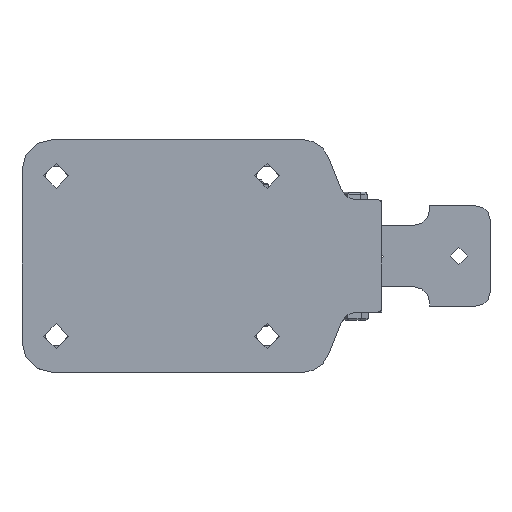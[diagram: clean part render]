
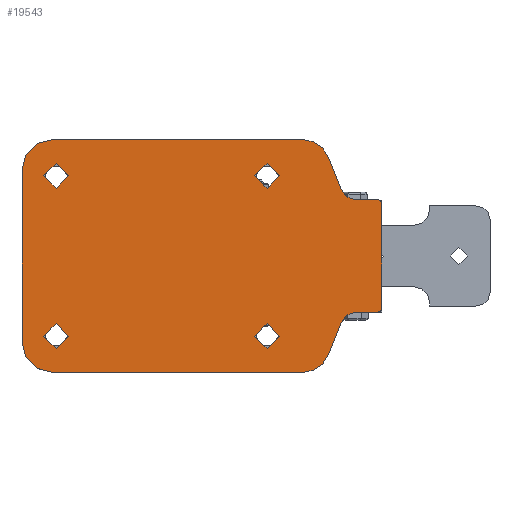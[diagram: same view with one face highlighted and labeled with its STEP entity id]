
A CAD part, top view. The second image highlights one B-rep face of the part: STEP entity #19543.
In plain terms, the highlighted planar face has unit normal (0, 0, 1).
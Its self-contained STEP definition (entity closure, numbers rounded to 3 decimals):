
#628=FACE_BOUND('',#6930,.T.);
#629=FACE_BOUND('',#6931,.T.);
#630=FACE_BOUND('',#6932,.T.);
#631=FACE_BOUND('',#6933,.T.);
#992=PLANE('',#21317);
#2273=LINE('',#30189,#3840);
#2321=LINE('',#30305,#3888);
#2323=LINE('',#30309,#3890);
#2437=LINE('',#30598,#4004);
#2440=LINE('',#30606,#4007);
#2468=LINE('',#30672,#4035);
#2470=LINE('',#30679,#4037);
#2498=LINE('',#30746,#4065);
#3840=VECTOR('',#23841,1000.);
#3888=VECTOR('',#23921,1000.);
#3890=VECTOR('',#23925,1000.);
#4004=VECTOR('',#24203,1000.);
#4007=VECTOR('',#24212,1000.);
#4035=VECTOR('',#24292,1000.);
#4037=VECTOR('',#24300,1000.);
#4065=VECTOR('',#24382,1000.);
#5743=FACE_OUTER_BOUND('',#6929,.T.);
#6929=EDGE_LOOP('',(#15136,#15137,#15138,#15139,#15140,#15141,#15142,#15143,
#15144,#15145,#15146,#15147,#15148,#15149,#15150,#15151));
#6930=EDGE_LOOP('',(#15152));
#6931=EDGE_LOOP('',(#15153));
#6932=EDGE_LOOP('',(#15154));
#6933=EDGE_LOOP('',(#15155));
#8099=CIRCLE('',#21136,6.25);
#8101=CIRCLE('',#21139,6.25);
#8103=CIRCLE('',#21142,6.25);
#8105=CIRCLE('',#21145,6.25);
#8108=CIRCLE('',#21149,14.);
#8109=CIRCLE('',#21151,14.);
#8112=CIRCLE('',#21155,15.);
#8114=CIRCLE('',#21158,15.);
#8159=CIRCLE('',#21260,8.);
#8160=CIRCLE('',#21263,2.);
#8164=CIRCLE('',#21289,8.);
#8165=CIRCLE('',#21292,2.);
#8980=VERTEX_POINT('',#30128);
#8982=VERTEX_POINT('',#30134);
#8984=VERTEX_POINT('',#30140);
#8986=VERTEX_POINT('',#30146);
#8990=VERTEX_POINT('',#30155);
#8991=VERTEX_POINT('',#30157);
#8992=VERTEX_POINT('',#30161);
#8993=VERTEX_POINT('',#30162);
#8998=VERTEX_POINT('',#30173);
#8999=VERTEX_POINT('',#30175);
#9002=VERTEX_POINT('',#30182);
#9003=VERTEX_POINT('',#30184);
#9056=VERTEX_POINT('',#30307);
#9149=VERTEX_POINT('',#30597);
#9150=VERTEX_POINT('',#30601);
#9151=VERTEX_POINT('',#30605);
#9152=VERTEX_POINT('',#30609);
#9164=VERTEX_POINT('',#30674);
#9165=VERTEX_POINT('',#30678);
#9166=VERTEX_POINT('',#30682);
#11082=EDGE_CURVE('',#8980,#8980,#8099,.T.);
#11085=EDGE_CURVE('',#8982,#8982,#8101,.T.);
#11088=EDGE_CURVE('',#8984,#8984,#8103,.T.);
#11091=EDGE_CURVE('',#8986,#8986,#8105,.T.);
#11096=EDGE_CURVE('',#8990,#8991,#8108,.T.);
#11098=EDGE_CURVE('',#8992,#8993,#8109,.T.);
#11104=EDGE_CURVE('',#8998,#8999,#8112,.T.);
#11108=EDGE_CURVE('',#9002,#9003,#8114,.T.);
#11111=EDGE_CURVE('',#8993,#9002,#2273,.F.);
#11173=EDGE_CURVE('',#8990,#8999,#2321,.T.);
#11175=EDGE_CURVE('',#9056,#8992,#2323,.T.);
#11319=EDGE_CURVE('',#9149,#8991,#2437,.T.);
#11321=EDGE_CURVE('',#9150,#9149,#8159,.T.);
#11323=EDGE_CURVE('',#9151,#9150,#2440,.T.);
#11325=EDGE_CURVE('',#9152,#9151,#8160,.T.);
#11355=EDGE_CURVE('',#9003,#8998,#2468,.T.);
#11356=EDGE_CURVE('',#9164,#9056,#8164,.T.);
#11358=EDGE_CURVE('',#9165,#9164,#2470,.T.);
#11360=EDGE_CURVE('',#9166,#9165,#8165,.T.);
#11390=EDGE_CURVE('',#9152,#9166,#2498,.T.);
#15136=ORIENTED_EDGE('',*,*,#11108,.F.);
#15137=ORIENTED_EDGE('',*,*,#11111,.F.);
#15138=ORIENTED_EDGE('',*,*,#11098,.F.);
#15139=ORIENTED_EDGE('',*,*,#11175,.F.);
#15140=ORIENTED_EDGE('',*,*,#11356,.F.);
#15141=ORIENTED_EDGE('',*,*,#11358,.F.);
#15142=ORIENTED_EDGE('',*,*,#11360,.F.);
#15143=ORIENTED_EDGE('',*,*,#11390,.F.);
#15144=ORIENTED_EDGE('',*,*,#11325,.T.);
#15145=ORIENTED_EDGE('',*,*,#11323,.T.);
#15146=ORIENTED_EDGE('',*,*,#11321,.T.);
#15147=ORIENTED_EDGE('',*,*,#11319,.T.);
#15148=ORIENTED_EDGE('',*,*,#11096,.F.);
#15149=ORIENTED_EDGE('',*,*,#11173,.T.);
#15150=ORIENTED_EDGE('',*,*,#11104,.F.);
#15151=ORIENTED_EDGE('',*,*,#11355,.F.);
#15152=ORIENTED_EDGE('',*,*,#11091,.T.);
#15153=ORIENTED_EDGE('',*,*,#11088,.T.);
#15154=ORIENTED_EDGE('',*,*,#11085,.T.);
#15155=ORIENTED_EDGE('',*,*,#11082,.T.);
#19543=ADVANCED_FACE('',(#5743,#628,#629,#630,#631),#992,.F.);
#21136=AXIS2_PLACEMENT_3D('',#30129,#23780,#23781);
#21139=AXIS2_PLACEMENT_3D('',#30135,#23787,#23788);
#21142=AXIS2_PLACEMENT_3D('',#30141,#23794,#23795);
#21145=AXIS2_PLACEMENT_3D('',#30147,#23801,#23802);
#21149=AXIS2_PLACEMENT_3D('',#30158,#23811,#23812);
#21151=AXIS2_PLACEMENT_3D('',#30163,#23816,#23817);
#21155=AXIS2_PLACEMENT_3D('',#30176,#23827,#23828);
#21158=AXIS2_PLACEMENT_3D('',#30185,#23835,#23836);
#21260=AXIS2_PLACEMENT_3D('',#30602,#24207,#24208);
#21263=AXIS2_PLACEMENT_3D('',#30610,#24216,#24217);
#21289=AXIS2_PLACEMENT_3D('',#30675,#24295,#24296);
#21292=AXIS2_PLACEMENT_3D('',#30683,#24304,#24305);
#21317=AXIS2_PLACEMENT_3D('',#30745,#24380,#24381);
#23780=DIRECTION('center_axis',(0.,0.,-1.));
#23781=DIRECTION('ref_axis',(1.,0.,0.));
#23787=DIRECTION('center_axis',(0.,0.,-1.));
#23788=DIRECTION('ref_axis',(1.,0.,0.));
#23794=DIRECTION('center_axis',(0.,0.,-1.));
#23795=DIRECTION('ref_axis',(1.,0.,0.));
#23801=DIRECTION('center_axis',(0.,0.,-1.));
#23802=DIRECTION('ref_axis',(1.,0.,0.));
#23811=DIRECTION('center_axis',(0.,0.,-1.));
#23812=DIRECTION('ref_axis',(0.562,0.827,0.));
#23816=DIRECTION('center_axis',(0.,0.,-1.));
#23817=DIRECTION('ref_axis',(0.562,-0.827,0.));
#23827=DIRECTION('center_axis',(0.,0.,-1.));
#23828=DIRECTION('ref_axis',(-0.707,0.707,0.));
#23835=DIRECTION('center_axis',(0.,0.,-1.));
#23836=DIRECTION('ref_axis',(-0.707,-0.707,0.));
#23841=DIRECTION('',(1.,0.,0.));
#23921=DIRECTION('',(-1.,0.,0.));
#23925=DIRECTION('',(-0.369,-0.929,0.));
#24203=DIRECTION('',(-0.369,0.929,0.));
#24207=DIRECTION('center_axis',(0.,0.,-1.));
#24208=DIRECTION('ref_axis',(0.,-1.,0.));
#24212=DIRECTION('',(-1.,0.,0.));
#24216=DIRECTION('center_axis',(0.,0.,1.));
#24217=DIRECTION('ref_axis',(0.,1.,0.));
#24292=DIRECTION('',(0.,1.,0.));
#24295=DIRECTION('center_axis',(0.,0.,1.));
#24296=DIRECTION('ref_axis',(0.,1.,0.));
#24300=DIRECTION('',(-1.,0.,0.));
#24304=DIRECTION('center_axis',(0.,0.,-1.));
#24305=DIRECTION('ref_axis',(0.,-1.,0.));
#24380=DIRECTION('center_axis',(0.,0.,-1.));
#24381=DIRECTION('ref_axis',(-1.,0.,0.));
#24382=DIRECTION('',(0.,-1.,0.));
#30128=CARTESIAN_POINT('',(46.95,-40.,17.5));
#30129=CARTESIAN_POINT('Origin',(53.2,-40.,17.5));
#30134=CARTESIAN_POINT('',(-58.05,40.,17.5));
#30135=CARTESIAN_POINT('Origin',(-51.8,40.,17.5));
#30140=CARTESIAN_POINT('',(46.95,40.,17.5));
#30141=CARTESIAN_POINT('Origin',(53.2,40.,17.5));
#30146=CARTESIAN_POINT('',(-58.05,-40.,17.5));
#30147=CARTESIAN_POINT('Origin',(-51.8,-40.,17.5));
#30155=CARTESIAN_POINT('',(70.782,58.,17.5));
#30157=CARTESIAN_POINT('',(83.794,49.167,17.5));
#30158=CARTESIAN_POINT('Origin',(70.782,44.,17.5));
#30161=CARTESIAN_POINT('',(83.794,-49.167,17.5));
#30162=CARTESIAN_POINT('',(70.782,-58.,17.5));
#30163=CARTESIAN_POINT('Origin',(70.782,-44.,17.5));
#30173=CARTESIAN_POINT('',(-68.8,43.,17.5));
#30175=CARTESIAN_POINT('',(-53.8,58.,17.5));
#30176=CARTESIAN_POINT('Origin',(-53.8,43.,17.5));
#30182=CARTESIAN_POINT('',(-53.8,-58.,17.5));
#30184=CARTESIAN_POINT('',(-68.8,-43.,17.5));
#30185=CARTESIAN_POINT('Origin',(-53.8,-43.,17.5));
#30189=CARTESIAN_POINT('',(3.95,-58.,17.5));
#30305=CARTESIAN_POINT('',(3.95,58.,17.5));
#30307=CARTESIAN_POINT('',(90.196,-33.047,17.5));
#30309=CARTESIAN_POINT('',(84.195,-48.157,17.5));
#30597=CARTESIAN_POINT('',(90.196,33.047,17.5));
#30598=CARTESIAN_POINT('',(84.195,48.157,17.5));
#30601=CARTESIAN_POINT('',(97.631,28.,17.5));
#30602=CARTESIAN_POINT('Origin',(97.631,36.,17.5));
#30605=CARTESIAN_POINT('',(108.2,28.,17.5));
#30606=CARTESIAN_POINT('',(108.2,28.,17.5));
#30609=CARTESIAN_POINT('',(110.2,26.,17.5));
#30610=CARTESIAN_POINT('Origin',(108.2,26.,17.5));
#30672=CARTESIAN_POINT('',(-68.8,42.,17.5));
#30674=CARTESIAN_POINT('',(97.631,-28.,17.5));
#30675=CARTESIAN_POINT('Origin',(97.631,-36.,17.5));
#30678=CARTESIAN_POINT('',(108.2,-28.,17.5));
#30679=CARTESIAN_POINT('',(108.2,-28.,17.5));
#30682=CARTESIAN_POINT('',(110.2,-26.,17.5));
#30683=CARTESIAN_POINT('Origin',(108.2,-26.,17.5));
#30745=CARTESIAN_POINT('Origin',(0.7,0.,17.5));
#30746=CARTESIAN_POINT('',(110.2,26.,17.5));
